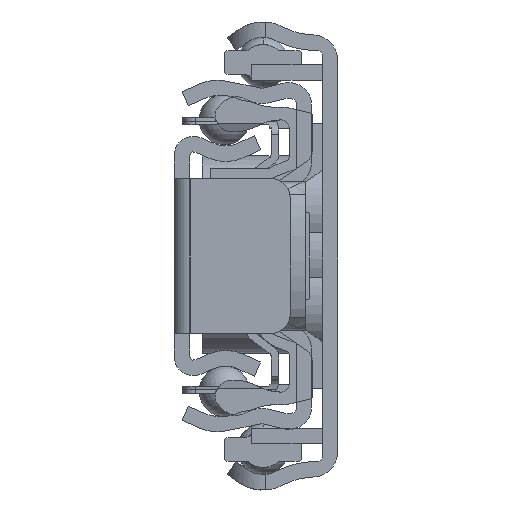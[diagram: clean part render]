
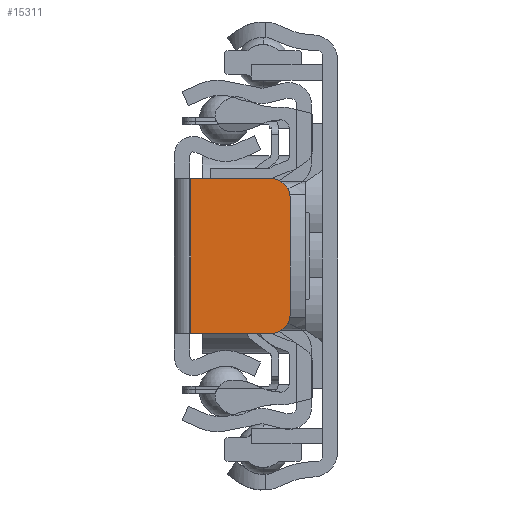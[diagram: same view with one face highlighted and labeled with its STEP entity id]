
A CAD part, front view. The second image highlights one B-rep face of the part: STEP entity #15311.
In plain terms, the highlighted planar face has unit normal (0, -1, 0).
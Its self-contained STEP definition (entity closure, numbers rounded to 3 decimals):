
#13776=DIRECTION('',(0.,0.,-1.));
#13777=VECTOR('',#13776,12.);
#13778=CARTESIAN_POINT('',(-2.051,-1.2,6.));
#13779=LINE('',#13778,#13777);
#13780=DIRECTION('',(-1.,0.,0.));
#13781=VECTOR('',#13780,6.2);
#13782=CARTESIAN_POINT('',(4.149,-1.2,6.));
#13783=LINE('',#13782,#13781);
#13784=CARTESIAN_POINT('',(4.149,-1.2,4.5));
#13785=DIRECTION('',(0.,-1.,0.));
#13786=DIRECTION('',(1.,0.,0.));
#13787=AXIS2_PLACEMENT_3D('',#13784,#13785,#13786);
#13789=DIRECTION('',(0.,0.,1.));
#13790=VECTOR('',#13789,9.);
#13791=CARTESIAN_POINT('',(5.649,-1.2,-4.5));
#13792=LINE('',#13791,#13790);
#13793=CARTESIAN_POINT('',(4.149,-1.2,-4.5));
#13794=DIRECTION('',(0.,-1.,0.));
#13795=DIRECTION('',(0.,0.,-1.));
#13796=AXIS2_PLACEMENT_3D('',#13793,#13794,#13795);
#13798=DIRECTION('',(1.,0.,0.));
#13799=VECTOR('',#13798,6.2);
#13800=CARTESIAN_POINT('',(-2.051,-1.2,-6.));
#13801=LINE('',#13800,#13799);
#14124=CARTESIAN_POINT('',(4.149,-1.2,-6.));
#14125=CARTESIAN_POINT('',(5.649,-1.2,-4.5));
#14126=VERTEX_POINT('',#14124);
#14127=VERTEX_POINT('',#14125);
#14128=CARTESIAN_POINT('',(5.649,-1.2,4.5));
#14129=VERTEX_POINT('',#14128);
#14130=CARTESIAN_POINT('',(4.149,-1.2,6.));
#14131=VERTEX_POINT('',#14130);
#14136=CARTESIAN_POINT('',(-2.051,-1.2,-6.));
#14138=VERTEX_POINT('',#14136);
#14144=CARTESIAN_POINT('',(-2.051,-1.2,6.));
#14145=VERTEX_POINT('',#14144);
#15295=CARTESIAN_POINT('',(0.,-1.2,0.));
#15296=DIRECTION('',(0.,-1.,0.));
#15297=DIRECTION('',(0.,0.,1.));
#15298=AXIS2_PLACEMENT_3D('',#15295,#15296,#15297);
#15299=PLANE('',#15298);
#15300=ORIENTED_EDGE('',*,*,#14249,.F.);
#15302=ORIENTED_EDGE('',*,*,#15301,.F.);
#15304=ORIENTED_EDGE('',*,*,#15303,.F.);
#15306=ORIENTED_EDGE('',*,*,#15305,.F.);
#15307=ORIENTED_EDGE('',*,*,#15288,.F.);
#15308=ORIENTED_EDGE('',*,*,#14225,.F.);
#15309=EDGE_LOOP('',(#15300,#15302,#15304,#15306,#15307,#15308));
#15310=FACE_OUTER_BOUND('',#15309,.F.);
#15311=ADVANCED_FACE('',(#15310),#15299,.T.);
#13788=CIRCLE('',#13787,1.5);
#13797=CIRCLE('',#13796,1.5);
#14225=EDGE_CURVE('',#14138,#14126,#13801,.T.);
#14249=EDGE_CURVE('',#14145,#14138,#13779,.T.);
#15288=EDGE_CURVE('',#14126,#14127,#13797,.T.);
#15301=EDGE_CURVE('',#14131,#14145,#13783,.T.);
#15303=EDGE_CURVE('',#14129,#14131,#13788,.T.);
#15305=EDGE_CURVE('',#14127,#14129,#13792,.T.);
